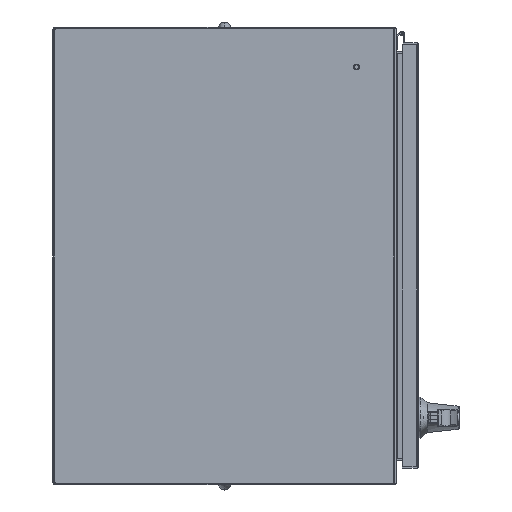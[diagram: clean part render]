
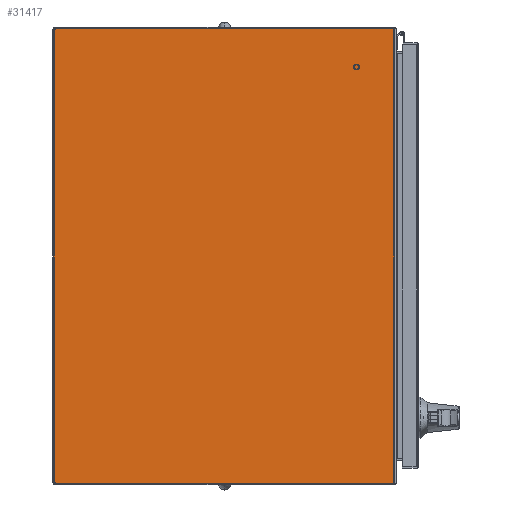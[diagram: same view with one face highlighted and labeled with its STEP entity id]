
A CAD part, front view. The second image highlights one B-rep face of the part: STEP entity #31417.
In plain terms, the highlighted face is planar.
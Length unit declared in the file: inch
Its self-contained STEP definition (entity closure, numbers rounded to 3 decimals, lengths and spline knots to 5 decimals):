
#1298 = VERTEX_POINT ( 'NONE', #53744 ) ;
#5193 = EDGE_LOOP ( 'NONE', ( #12750, #46036, #77318, #58532 ) ) ;
#6998 = LINE ( 'NONE', #49965, #34401 ) ;
#12090 = EDGE_CURVE ( 'NONE', #22745, #38116, #6998, .T. ) ;
#12750 = ORIENTED_EDGE ( 'NONE', *, *, #73192, .F. ) ;
#21062 = DIRECTION ( 'NONE',  ( 1., 0., 0. ) ) ;
#22203 = VECTOR ( 'NONE', #62686, 39.37008 ) ;
#22745 = VERTEX_POINT ( 'NONE', #41677 ) ;
#27518 = DIRECTION ( 'NONE',  ( 0., 0., 1. ) ) ;
#31417 = ADVANCED_FACE ( 'NONE', ( #48867 ), #48014, .F. ) ;
#34173 = CARTESIAN_POINT ( 'NONE',  ( -11.935, -9., 0. ) ) ;
#34313 = LINE ( 'NONE', #58405, #65034 ) ;
#34401 = VECTOR ( 'NONE', #36160, 39.37008 ) ;
#36160 = DIRECTION ( 'NONE',  ( 0., 1., 0. ) ) ;
#38116 = VERTEX_POINT ( 'NONE', #70378 ) ;
#41214 = CARTESIAN_POINT ( 'NONE',  ( -11.935, -8.857, 0. ) ) ;
#41677 = CARTESIAN_POINT ( 'NONE',  ( 11.935, -8.857, 0. ) ) ;
#46036 = ORIENTED_EDGE ( 'NONE', *, *, #65714, .F. ) ;
#47710 = DIRECTION ( 'NONE',  ( 1., 0., 0. ) ) ;
#48014 = PLANE ( 'NONE',  #74430 ) ;
#48867 = FACE_OUTER_BOUND ( 'NONE', #5193, .T. ) ;
#49965 = CARTESIAN_POINT ( 'NONE',  ( 11.935, -9., 0. ) ) ;
#50279 = CARTESIAN_POINT ( 'NONE',  ( -11.935, 9., 0. ) ) ;
#53744 = CARTESIAN_POINT ( 'NONE',  ( -11.935, -8.857, 0. ) ) ;
#55042 = CARTESIAN_POINT ( 'NONE',  ( -11.935, -9., 0. ) ) ;
#58405 = CARTESIAN_POINT ( 'NONE',  ( -11.935, 9., 0. ) ) ;
#58532 = ORIENTED_EDGE ( 'NONE', *, *, #12090, .F. ) ;
#62686 = DIRECTION ( 'NONE',  ( 0., -1., 0. ) ) ;
#64111 = LINE ( 'NONE', #41214, #69637 ) ;
#65034 = VECTOR ( 'NONE', #66368, 39.37008 ) ;
#65386 = EDGE_CURVE ( 'NONE', #38116, #75798, #34313, .T. ) ;
#65714 = EDGE_CURVE ( 'NONE', #75798, #1298, #66004, .T. ) ;
#66004 = LINE ( 'NONE', #34173, #22203 ) ;
#66368 = DIRECTION ( 'NONE',  ( -1., 0., 0. ) ) ;
#69637 = VECTOR ( 'NONE', #21062, 39.37008 ) ;
#70378 = CARTESIAN_POINT ( 'NONE',  ( 11.935, 9., 0. ) ) ;
#73192 = EDGE_CURVE ( 'NONE', #1298, #22745, #64111, .T. ) ;
#74430 = AXIS2_PLACEMENT_3D ( 'NONE', #55042, #27518, #47710 ) ;
#75798 = VERTEX_POINT ( 'NONE', #50279 ) ;
#77318 = ORIENTED_EDGE ( 'NONE', *, *, #65386, .F. ) ;
